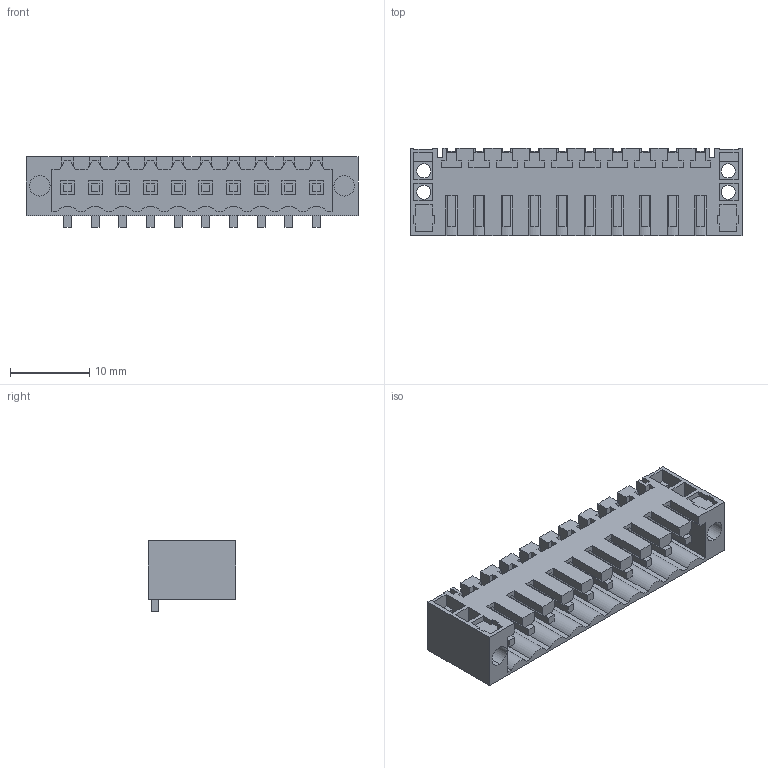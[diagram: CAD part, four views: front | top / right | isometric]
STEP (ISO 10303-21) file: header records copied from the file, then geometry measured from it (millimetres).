
FILE_DESCRIPTION(('CATIA V5 STEP Exchange','CAx-IF Rec.Pracs.--- Model Styling and Organization---1.2---2011-12-15'),'2;1');
FILE_NAME ('D1455637_0_1762082001_1762082001.stp','2018-03-10T06:14:48+00:00',('none'),('Weidmueller'),'CATIA Version 5-6 Release 2014','CATIA V5 STEP AP214','none');
FILE_SCHEMA(('AUTOMOTIVE_DESIGN { 1 0 10303 214 1 1 1 1 }'));
Length unit declared in the file: millimetre
Products named in the file (1): 1762082001
Bounding box: 42 x 11.05 x 8.95 mm (x, y, z)
Volume: 1499.6 mm3; surface area: 3922.3 mm2
Topology: 11 solids, 11 shells, 580 faces, 1733 edges, 1181 vertices
Faces by surface type: plane 554, cylinder 26
Entity records: 17860 total; most frequent: ORIENTED_EDGE 3466, CARTESIAN_POINT 3211, DIRECTION 2325, EDGE_CURVE 1733, VECTOR 1681, LINE 1681, VERTEX_POINT 1181, EDGE_LOOP 620
